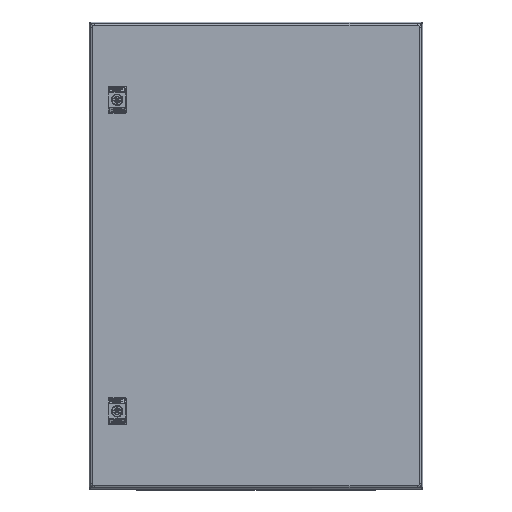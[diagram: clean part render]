
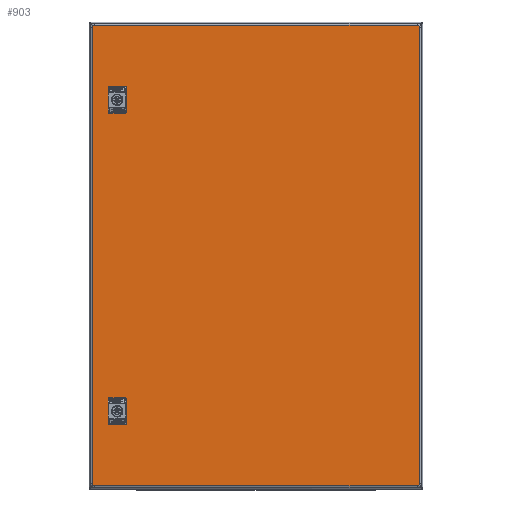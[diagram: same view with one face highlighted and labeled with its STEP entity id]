
A CAD part, top view. The second image highlights one B-rep face of the part: STEP entity #903.
In plain terms, the highlighted planar face has unit normal (0, 0, 1).
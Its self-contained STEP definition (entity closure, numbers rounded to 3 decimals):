
#903=ADVANCED_FACE('',(#5546,#5547,#5548),#5549,.T.);
#5546=FACE_OUTER_BOUND('',#15842,.T.);
#5547=FACE_BOUND('',#15843,.T.);
#5548=FACE_BOUND('',#15844,.T.);
#5549=PLANE('',#15845);
#15842=EDGE_LOOP('',(#33551,#33552,#33553,#33554,#33555,#33556,#33557,#33558));
#15843=EDGE_LOOP('',(#33559,#33560,#33561,#33562));
#15844=EDGE_LOOP('',(#33563,#33564,#33565,#33566));
#15845=AXIS2_PLACEMENT_3D('',#33567,#33568,#33569);
#33551=ORIENTED_EDGE('',*,*,#61639,.F.);
#33552=ORIENTED_EDGE('',*,*,#61640,.T.);
#33553=ORIENTED_EDGE('',*,*,#61641,.F.);
#33554=ORIENTED_EDGE('',*,*,#61642,.T.);
#33555=ORIENTED_EDGE('',*,*,#61643,.F.);
#33556=ORIENTED_EDGE('',*,*,#61644,.T.);
#33557=ORIENTED_EDGE('',*,*,#61645,.F.);
#33558=ORIENTED_EDGE('',*,*,#61646,.T.);
#33559=ORIENTED_EDGE('',*,*,#61647,.F.);
#33560=ORIENTED_EDGE('',*,*,#61648,.T.);
#33561=ORIENTED_EDGE('',*,*,#61649,.F.);
#33562=ORIENTED_EDGE('',*,*,#61650,.T.);
#33563=ORIENTED_EDGE('',*,*,#61651,.F.);
#33564=ORIENTED_EDGE('',*,*,#61652,.T.);
#33565=ORIENTED_EDGE('',*,*,#61653,.F.);
#33566=ORIENTED_EDGE('',*,*,#61654,.T.);
#33567=CARTESIAN_POINT('',(-0.3,0.,252.51));
#33568=DIRECTION('',(0.0,0.0,1.0));
#33569=DIRECTION('',(1.0,0.0,0.0));
#61639=EDGE_CURVE('',#72892,#72893,#72894,.T.);
#61640=EDGE_CURVE('',#72892,#72895,#72896,.T.);
#61641=EDGE_CURVE('',#72897,#72895,#72898,.T.);
#61642=EDGE_CURVE('',#72897,#72899,#72900,.T.);
#61643=EDGE_CURVE('',#72901,#72899,#72902,.T.);
#61644=EDGE_CURVE('',#72901,#72903,#72904,.T.);
#61645=EDGE_CURVE('',#72905,#72903,#72906,.T.);
#61646=EDGE_CURVE('',#72905,#72893,#72907,.T.);
#61647=EDGE_CURVE('',#72908,#72909,#72910,.T.);
#61648=EDGE_CURVE('',#72908,#72911,#72912,.T.);
#61649=EDGE_CURVE('',#72913,#72911,#72914,.T.);
#61650=EDGE_CURVE('',#72913,#72909,#72915,.T.);
#61651=EDGE_CURVE('',#72916,#72917,#72918,.T.);
#61652=EDGE_CURVE('',#72916,#72919,#72920,.T.);
#61653=EDGE_CURVE('',#72921,#72919,#72922,.T.);
#61654=EDGE_CURVE('',#72921,#72917,#72923,.T.);
#72892=VERTEX_POINT('',#90969);
#72893=VERTEX_POINT('',#90970);
#72894=CIRCLE('',#90971,3.5);
#72895=VERTEX_POINT('',#90972);
#72896=LINE('',#90973,#90974);
#72897=VERTEX_POINT('',#90975);
#72898=CIRCLE('',#90976,3.5);
#72899=VERTEX_POINT('',#90977);
#72900=LINE('',#90978,#90979);
#72901=VERTEX_POINT('',#90980);
#72902=CIRCLE('',#90981,3.5);
#72903=VERTEX_POINT('',#90982);
#72904=LINE('',#90983,#90984);
#72905=VERTEX_POINT('',#90985);
#72906=CIRCLE('',#90986,3.5);
#72907=LINE('',#90987,#90988);
#72908=VERTEX_POINT('',#90989);
#72909=VERTEX_POINT('',#90990);
#72910=CIRCLE('',#90991,11.75);
#72911=VERTEX_POINT('',#90992);
#72912=LINE('',#90993,#90994);
#72913=VERTEX_POINT('',#90995);
#72914=CIRCLE('',#90996,11.75);
#72915=LINE('',#90997,#90998);
#72916=VERTEX_POINT('',#90999);
#72917=VERTEX_POINT('',#91000);
#72918=CIRCLE('',#91001,11.75);
#72919=VERTEX_POINT('',#91002);
#72920=LINE('',#91003,#91004);
#72921=VERTEX_POINT('',#91005);
#72922=CIRCLE('',#91006,11.75);
#72923=LINE('',#91007,#91008);
#90969=CARTESIAN_POINT('',(241.5,345.3,252.51));
#90970=CARTESIAN_POINT('',(245.,341.8,252.51));
#90971=AXIS2_PLACEMENT_3D('',#123318,#123319,#123320);
#90972=CARTESIAN_POINT('',(-242.1,345.3,252.51));
#90973=CARTESIAN_POINT('',(241.5,345.3,252.51));
#90974=VECTOR('',#123321,483.6);
#90975=CARTESIAN_POINT('',(-245.6,341.8,252.51));
#90976=AXIS2_PLACEMENT_3D('',#123322,#123323,#123324);
#90977=CARTESIAN_POINT('',(-245.6,-341.8,252.51));
#90978=CARTESIAN_POINT('',(-245.6,341.8,252.51));
#90979=VECTOR('',#123325,683.6);
#90980=CARTESIAN_POINT('',(-242.1,-345.3,252.51));
#90981=AXIS2_PLACEMENT_3D('',#123326,#123327,#123328);
#90982=CARTESIAN_POINT('',(241.5,-345.3,252.51));
#90983=CARTESIAN_POINT('',(-242.1,-345.3,252.51));
#90984=VECTOR('',#123329,483.6);
#90985=CARTESIAN_POINT('',(245.,-341.8,252.51));
#90986=AXIS2_PLACEMENT_3D('',#123330,#123331,#123332);
#90987=CARTESIAN_POINT('',(245.,-341.8,252.51));
#90988=VECTOR('',#123333,683.6);
#90989=CARTESIAN_POINT('',(-198.,239.504,252.51));
#90990=CARTESIAN_POINT('',(-218.2,239.504,252.51));
#90991=AXIS2_PLACEMENT_3D('',#123334,#123335,#123336);
#90992=CARTESIAN_POINT('',(-198.,227.496,252.51));
#90993=CARTESIAN_POINT('',(-198.,239.504,252.51));
#90994=VECTOR('',#123337,12.009);
#90995=CARTESIAN_POINT('',(-218.2,227.496,252.51));
#90996=AXIS2_PLACEMENT_3D('',#123338,#123339,#123340);
#90997=CARTESIAN_POINT('',(-218.2,227.496,252.51));
#90998=VECTOR('',#123341,12.009);
#90999=CARTESIAN_POINT('',(-198.,-227.496,252.51));
#91000=CARTESIAN_POINT('',(-218.2,-227.496,252.51));
#91001=AXIS2_PLACEMENT_3D('',#123342,#123343,#123344);
#91002=CARTESIAN_POINT('',(-198.,-239.504,252.51));
#91003=CARTESIAN_POINT('',(-198.,-227.496,252.51));
#91004=VECTOR('',#123345,12.009);
#91005=CARTESIAN_POINT('',(-218.2,-239.504,252.51));
#91006=AXIS2_PLACEMENT_3D('',#123346,#123347,#123348);
#91007=CARTESIAN_POINT('',(-218.2,-239.504,252.51));
#91008=VECTOR('',#123349,12.009);
#123318=CARTESIAN_POINT('',(241.5,341.8,252.51));
#123319=DIRECTION('',(0.0,0.0,-1.0));
#123320=DIRECTION('',(0.,1.0,0.0));
#123321=DIRECTION('',(-1.0,0.,0.0));
#123322=CARTESIAN_POINT('',(-242.1,341.8,252.51));
#123323=DIRECTION('',(-0.0,0.0,-1.0));
#123324=DIRECTION('',(-1.0,0.,0.0));
#123325=DIRECTION('',(0.,-1.0,0.0));
#123326=CARTESIAN_POINT('',(-242.1,-341.8,252.51));
#123327=DIRECTION('',(0.0,0.0,-1.0));
#123328=DIRECTION('',(0.,-1.0,0.0));
#123329=DIRECTION('',(1.0,0.,0.0));
#123330=CARTESIAN_POINT('',(241.5,-341.8,252.51));
#123331=DIRECTION('',(0.0,0.0,-1.0));
#123332=DIRECTION('',(1.0,0.,0.0));
#123333=DIRECTION('',(0.0,1.0,0.0));
#123334=CARTESIAN_POINT('',(-208.1,233.5,252.51));
#123335=DIRECTION('',(0.0,-0.0,1.0));
#123336=DIRECTION('',(0.86,0.511,0.0));
#123337=DIRECTION('',(0.,-1.0,0.0));
#123338=CARTESIAN_POINT('',(-208.1,233.5,252.51));
#123339=DIRECTION('',(0.0,0.0,1.0));
#123340=DIRECTION('',(-0.86,-0.511,0.0));
#123341=DIRECTION('',(0.,1.0,0.0));
#123342=CARTESIAN_POINT('',(-208.1,-233.5,252.51));
#123343=DIRECTION('',(0.0,-0.0,1.0));
#123344=DIRECTION('',(0.86,0.511,0.0));
#123345=DIRECTION('',(0.,-1.0,0.0));
#123346=CARTESIAN_POINT('',(-208.1,-233.5,252.51));
#123347=DIRECTION('',(0.0,0.0,1.0));
#123348=DIRECTION('',(-0.86,-0.511,0.0));
#123349=DIRECTION('',(0.,1.0,0.0));
